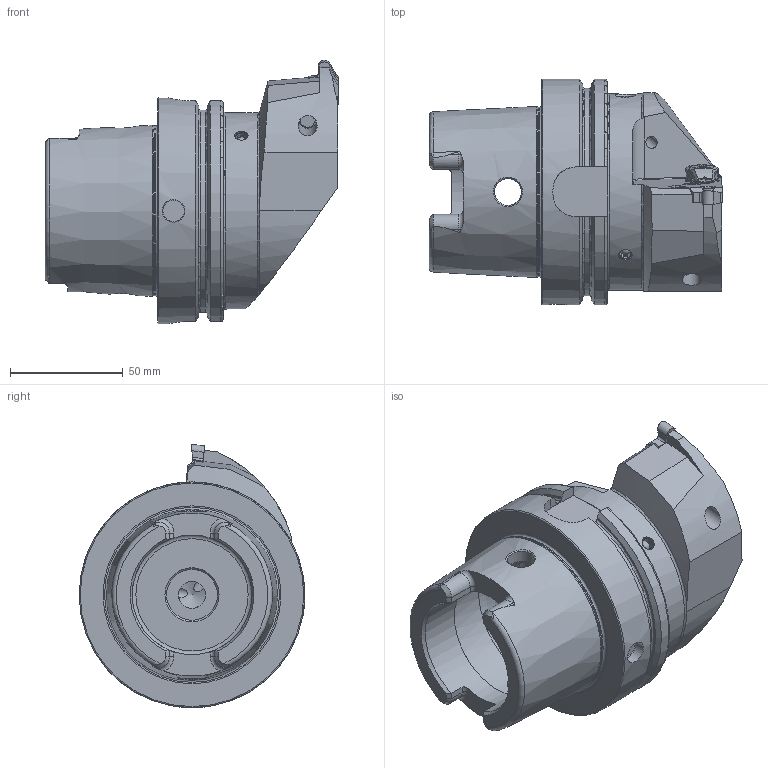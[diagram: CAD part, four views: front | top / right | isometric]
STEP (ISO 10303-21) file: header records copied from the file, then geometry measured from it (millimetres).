
FILE_DESCRIPTION (( 'STEP AP214' ), '1' );
FILE_NAME ('HA0.KYY.LGA.080-HP.STEP', '2022-05-23T13:10:52', ( '' ), ( '' ), 'SwSTEP 2.0', 'SolidWorks 2017', '' );
FILE_SCHEMA (( 'AUTOMOTIVE_DESIGN' ));
Length unit declared in the file: millimetre
Products named in the file (13): YNMT440612_TCMT16T308; ISO 8752 2x8; DIN 3771 - 13x1; WCE-ER4.101.020_A; DIN 3771 - 6.5x1.5; WCE-ER3.101.000_A; HA0.KYY.LGA.080-HP; DIN 7991 - M5x18; CHP-PCX.000.022_B; CHP-PCX.000.022_D《e; CHP-ER1.008.014_A; HA0-KYY.LGA.080-HP_A_Fertigbearbeitung; KVT_MB_600_060
Assembly tree (12 placements, depth 3):
  HA0.KYY.LGA.080-HP
    HA0-KYY.LGA.080-HP_A_Fertigbearbeitung
    WCE-ER3.101.000_A
    WCE-ER4.101.020_A
    CHP-PCX.000.022_D《e
      DIN 3771 - 13x1
      DIN 3771 - 6.5x1.5
      CHP-PCX.000.022_B
      DIN 7991 - M5x18
    CHP-ER1.008.014_A
    KVT_MB_600_060
    ISO 8752 2x8
    YNMT440612_TCMT16T308
Bounding box: 130.1 x 100 x 116.68 mm (x, y, z)
Volume: 473247.9 mm3; surface area: 71258.3 mm2
Topology: 12 solids, 12 shells, 428 faces, 1109 edges, 695 vertices
Faces by surface type: plane 152, cylinder 116, cone 72, torus 48, bspline 39, sphere 1
Full cylindrical faces by diameter (mm): 2 x1, 3 x1, 3.55 x1, 4.2 x2, 5 x5, 5.3 x1, 5.5 x1, 6 x4, 6.35 x1, 6.4 x1, 7 x2, 7.9 x2, 8 x2, 8.4 x1, 10 x2, 12 x3, 13 x1, 13.4 x1, 14.85 x2, 15 x1, 22.5 x1, 26 x1, 53 x2, 63 x1, 75.265 x1, 87 x1, 100 x1
Entity records: 17103 total; most frequent: CARTESIAN_POINT 7418, ORIENTED_EDGE 1892, DIRECTION 1739, EDGE_CURVE 946, AXIS2_PLACEMENT_3D 709, VERTEX_POINT 647, EDGE_LOOP 551, FACE_OUTER_BOUND 482
